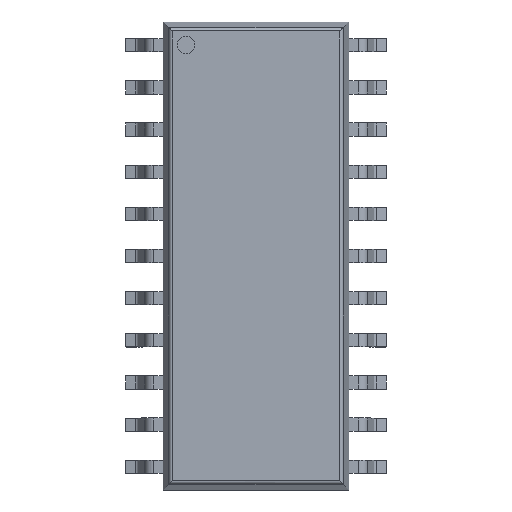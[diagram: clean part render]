
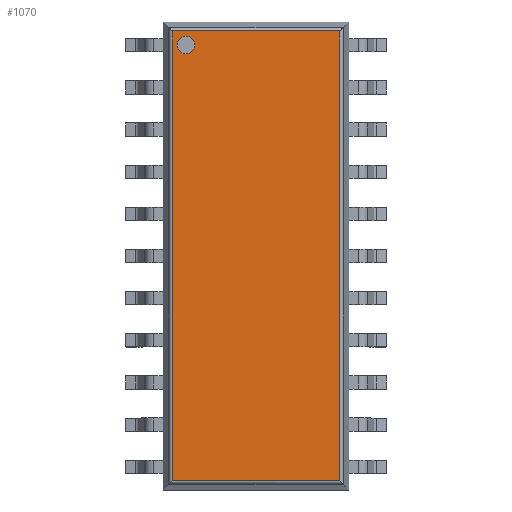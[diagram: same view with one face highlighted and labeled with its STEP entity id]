
A CAD part, top view. The second image highlights one B-rep face of the part: STEP entity #1070.
In plain terms, the highlighted planar face has unit normal (0, 0, 1).
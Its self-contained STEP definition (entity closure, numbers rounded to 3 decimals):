
#1020=CARTESIAN_POINT('',(-2.109,6.095,2.15));
#1021=VERTEX_POINT('',#1020);
#1022=CARTESIAN_POINT('',(-2.109,6.359,2.15));
#1023=DIRECTION('',(0.0,-0.0,1.0));
#1024=DIRECTION('',(0.0,-1.0,-0.0));
#1025=AXIS2_PLACEMENT_3D('',#1022,#1023,#1024);
#1026=CIRCLE('',#1025,0.264);
#1027=EDGE_CURVE('n� 674',#1021,#1021,#1026,.T.);
#1028=ORIENTED_EDGE('',*,*,#1027,.F.);
#1029=EDGE_LOOP('',(#1028));
#1030=FACE_OUTER_BOUND('',#1029,.T.);
#1031=CARTESIAN_POINT('',(-2.528,6.778,2.15));
#1032=VERTEX_POINT('',#1031);
#1033=CARTESIAN_POINT('',(-2.528,-6.778,2.15));
#1034=VERTEX_POINT('',#1033);
#1035=CARTESIAN_POINT('',(-2.528,-6.859,2.15));
#1036=DIRECTION('',(0.0,-1.0,-0.0));
#1037=VECTOR('',#1036,1.0);
#1038=LINE('',#1035,#1037);
#1039=EDGE_CURVE('n� 467',#1032,#1034,#1038,.T.);
#1040=ORIENTED_EDGE('',*,*,#1039,.T.);
#1041=CARTESIAN_POINT('',(2.528,-6.778,2.15));
#1042=VERTEX_POINT('',#1041);
#1043=CARTESIAN_POINT('',(2.609,-6.778,2.15));
#1044=DIRECTION('',(1.0,0.0,0.0));
#1045=VECTOR('',#1044,1.0);
#1046=LINE('',#1043,#1045);
#1047=EDGE_CURVE('n� 470',#1034,#1042,#1046,.T.);
#1048=ORIENTED_EDGE('',*,*,#1047,.T.);
#1049=CARTESIAN_POINT('',(2.528,6.778,2.15));
#1050=VERTEX_POINT('',#1049);
#1051=CARTESIAN_POINT('',(2.528,6.859,2.15));
#1052=DIRECTION('',(-0.0,1.0,0.0));
#1053=VECTOR('',#1052,1.0);
#1054=LINE('',#1051,#1053);
#1055=EDGE_CURVE('n� 459',#1042,#1050,#1054,.T.);
#1056=ORIENTED_EDGE('',*,*,#1055,.T.);
#1057=CARTESIAN_POINT('',(-2.609,6.778,2.15));
#1058=DIRECTION('',(-1.0,-0.0,0.0));
#1059=VECTOR('',#1058,1.0);
#1060=LINE('',#1057,#1059);
#1061=EDGE_CURVE('n� 463',#1050,#1032,#1060,.T.);
#1062=ORIENTED_EDGE('',*,*,#1061,.T.);
#1063=EDGE_LOOP('',(#1040,#1048,#1056,#1062));
#1064=FACE_BOUND('',#1063,.T.);
#1065=CARTESIAN_POINT('',(-2.8,7.05,2.15));
#1066=DIRECTION('',(0.0,0.0,-1.0));
#1067=DIRECTION('',(0.0,1.0,0.0));
#1068=AXIS2_PLACEMENT_3D('',#1065,#1066,#1067);
#1069=PLANE('',#1068);
#1070=ADVANCED_FACE('n� 1',(#1030,#1064),#1069,.F.);
